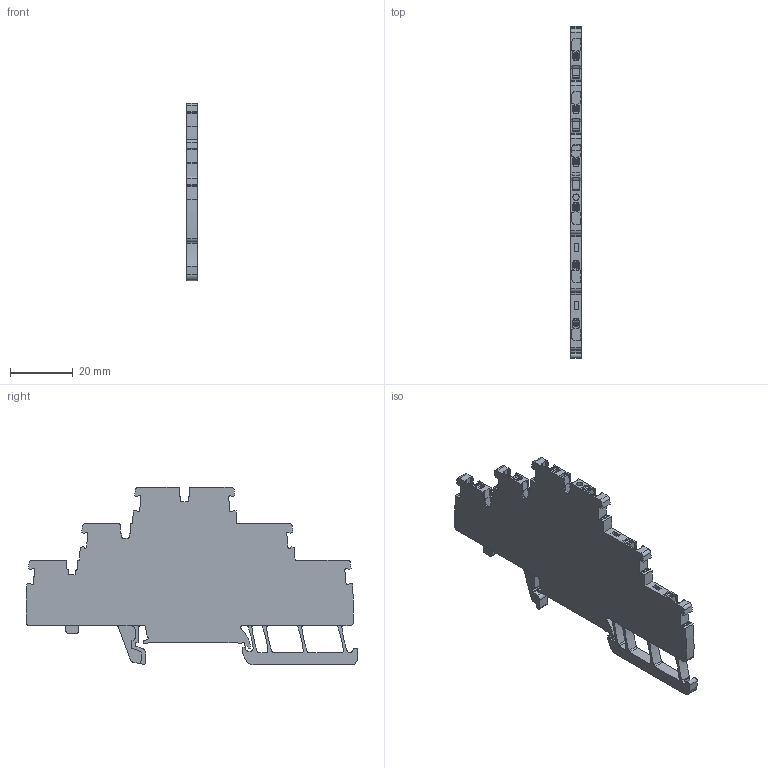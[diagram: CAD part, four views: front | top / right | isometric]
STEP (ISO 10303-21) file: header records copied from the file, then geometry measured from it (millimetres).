
FILE_DESCRIPTION(('CATIA V5 STEP Exchange','CAx-IF Rec.Pracs.--- Model Styling and Organization---1.5--- 2016-08-15','CAx-IF Rec.Pracs.---Supplemental Geometry---1.0---2011-11-01','CAx-IF Rec.Pracs.--- Composite Materials ---1.1---2010-07-15'),'2;1');
FILE_NAME ('1351015-5_1', '2024-05-28T04:48:35+00:00', ('none'), ('Weidmueller'), 'CATIA Version 5-6 Release 2022 SP4 HF5', 'CATIA V5 STEP AP214 v3', 'none');
FILE_SCHEMA(('AUTOMOTIVE_DESIGN { 1 0 10303 214 1 1 1 1 }'));
Length unit declared in the file: millimetre
Products named in the file (1): 2817980000
Bounding box: 3.5 x 105.69 x 56.55 mm (x, y, z)
Volume: 12017.3 mm3; surface area: 10111.6 mm2
Topology: 1 solids, 6 shells, 963 faces, 2745 edges, 1792 vertices
Faces by surface type: plane 434, cylinder 359, extrusion 126, torus 32, sphere 12
Entity records: 31353 total; most frequent: CARTESIAN_POINT 7195, ORIENTED_EDGE 5466, DIRECTION 3968, EDGE_CURVE 2733, VECTOR 1841, VERTEX_POINT 1792, LINE 1715, AXIS2_PLACEMENT_3D 1410
